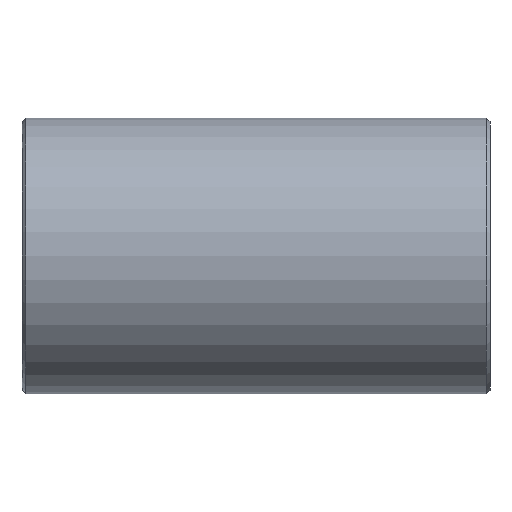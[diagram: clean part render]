
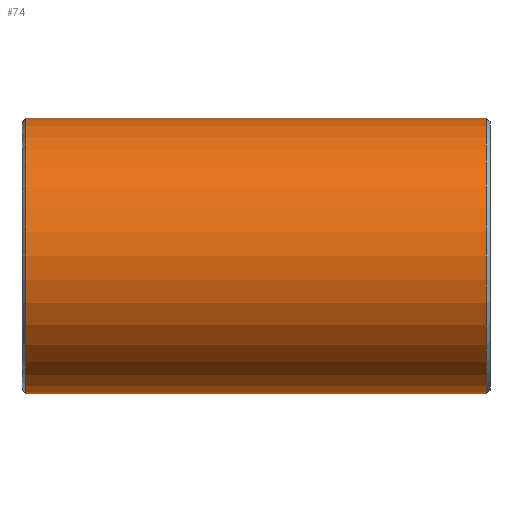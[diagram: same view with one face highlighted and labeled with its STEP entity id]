
A CAD part, front view. The second image highlights one B-rep face of the part: STEP entity #74.
In plain terms, the highlighted cylindrical face has radius 84.138 mm (diameter 168.275 mm), a partial arc.
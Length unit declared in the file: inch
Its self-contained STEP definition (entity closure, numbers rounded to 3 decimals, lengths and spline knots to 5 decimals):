
#2 = DIRECTION ( 'NONE',  ( 0., 0., -1. ) ) ;
#74 = ADVANCED_FACE ( 'NONE', ( #121 ), #238, .T. ) ;
#75 = CARTESIAN_POINT ( 'NONE',  ( 5.52667, 0., -3.3125 ) ) ;
#77 = DIRECTION ( 'NONE',  ( -1., 0., 0. ) ) ;
#88 = AXIS2_PLACEMENT_3D ( 'NONE', #398, #572, #2 ) ;
#121 = FACE_OUTER_BOUND ( 'NONE', #376, .T. ) ;
#183 = LINE ( 'NONE', #610, #576 ) ;
#193 = CARTESIAN_POINT ( 'NONE',  ( 5.62, 0., -3.3125 ) ) ;
#198 = VECTOR ( 'NONE', #77, 39.37008 ) ;
#215 = VERTEX_POINT ( 'NONE', #75 ) ;
#238 = CYLINDRICAL_SURFACE ( 'NONE', #347, 3.3125 ) ;
#242 = CARTESIAN_POINT ( 'NONE',  ( -5.52667, 0., -3.3125 ) ) ;
#251 = EDGE_CURVE ( 'NONE', #215, #781, #359, .T. ) ;
#265 = CARTESIAN_POINT ( 'NONE',  ( 5.52667, 0., 3.3125 ) ) ;
#301 = DIRECTION ( 'NONE',  ( -1., 0., 0. ) ) ;
#303 = DIRECTION ( 'NONE',  ( -1., 0., 0. ) ) ;
#318 = CARTESIAN_POINT ( 'NONE',  ( 5.62, 0., 0. ) ) ;
#347 = AXIS2_PLACEMENT_3D ( 'NONE', #318, #303, #497 ) ;
#359 = CIRCLE ( 'NONE', #88, 3.3125 ) ;
#376 = EDGE_LOOP ( 'NONE', ( #598, #528, #704, #383 ) ) ;
#383 = ORIENTED_EDGE ( 'NONE', *, *, #779, .T. ) ;
#398 = CARTESIAN_POINT ( 'NONE',  ( 5.52667, 0., 0. ) ) ;
#402 = AXIS2_PLACEMENT_3D ( 'NONE', #503, #814, #506 ) ;
#461 = CARTESIAN_POINT ( 'NONE',  ( -5.52667, 0., 3.3125 ) ) ;
#497 = DIRECTION ( 'NONE',  ( 0., 0., 1. ) ) ;
#503 = CARTESIAN_POINT ( 'NONE',  ( -5.52667, 0., 0. ) ) ;
#506 = DIRECTION ( 'NONE',  ( 0., 0., 1. ) ) ;
#528 = ORIENTED_EDGE ( 'NONE', *, *, #251, .T. ) ;
#572 = DIRECTION ( 'NONE',  ( -1., 0., 0. ) ) ;
#576 = VECTOR ( 'NONE', #301, 39.37008 ) ;
#586 = VERTEX_POINT ( 'NONE', #461 ) ;
#598 = ORIENTED_EDGE ( 'NONE', *, *, #800, .F. ) ;
#610 = CARTESIAN_POINT ( 'NONE',  ( 5.62, 0., 3.3125 ) ) ;
#680 = CIRCLE ( 'NONE', #402, 3.3125 ) ;
#704 = ORIENTED_EDGE ( 'NONE', *, *, #761, .T. ) ;
#716 = VERTEX_POINT ( 'NONE', #242 ) ;
#748 = LINE ( 'NONE', #193, #198 ) ;
#761 = EDGE_CURVE ( 'NONE', #781, #586, #183, .T. ) ;
#779 = EDGE_CURVE ( 'NONE', #586, #716, #680, .T. ) ;
#781 = VERTEX_POINT ( 'NONE', #265 ) ;
#800 = EDGE_CURVE ( 'NONE', #215, #716, #748, .T. ) ;
#814 = DIRECTION ( 'NONE',  ( 1., 0., 0. ) ) ;
